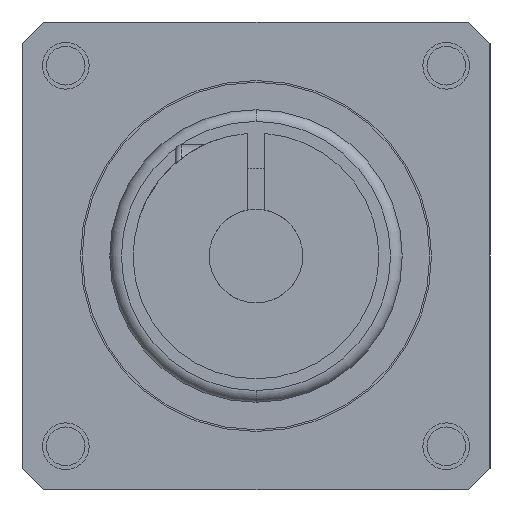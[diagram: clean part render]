
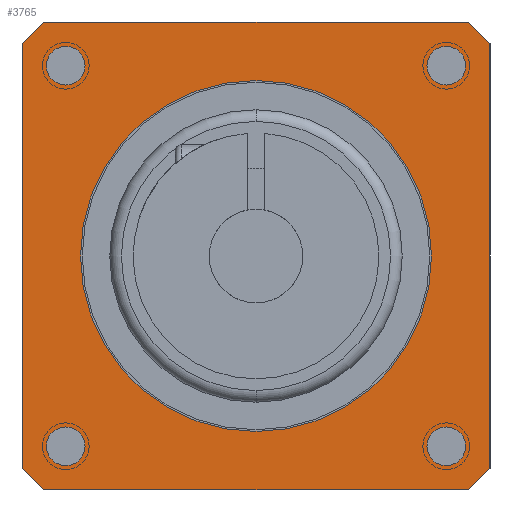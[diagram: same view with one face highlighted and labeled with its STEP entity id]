
A CAD part, left-side view. The second image highlights one B-rep face of the part: STEP entity #3765.
In plain terms, the highlighted planar face has unit normal (-1, 0, 0).
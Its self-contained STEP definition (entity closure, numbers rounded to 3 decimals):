
#933=CARTESIAN_POINT('',(-93.5,0.,0.));
#934=DIRECTION('',(-1.,0.,0.));
#935=DIRECTION('',(0.,-0.672,-0.741));
#936=AXIS2_PLACEMENT_3D('',#933,#934,#935);
#938=DIRECTION('',(0.,-1.,0.));
#939=VECTOR('',#938,36.277);
#940=CARTESIAN_POINT('',(-93.5,18.138,-20.));
#941=LINE('',#940,#939);
#942=CARTESIAN_POINT('',(-93.5,0.,0.));
#943=DIRECTION('',(-1.,0.,0.));
#944=DIRECTION('',(0.,0.741,-0.672));
#945=AXIS2_PLACEMENT_3D('',#942,#943,#944);
#947=DIRECTION('',(0.,0.,-1.));
#948=VECTOR('',#947,36.277);
#949=CARTESIAN_POINT('',(-93.5,20.,18.138));
#950=LINE('',#949,#948);
#951=CARTESIAN_POINT('',(-93.5,0.,0.));
#952=DIRECTION('',(-1.,0.,0.));
#953=DIRECTION('',(0.,0.672,0.741));
#954=AXIS2_PLACEMENT_3D('',#951,#952,#953);
#956=DIRECTION('',(0.,1.,0.));
#957=VECTOR('',#956,36.277);
#958=CARTESIAN_POINT('',(-93.5,-18.138,20.));
#959=LINE('',#958,#957);
#960=CARTESIAN_POINT('',(-93.5,0.,0.));
#961=DIRECTION('',(-1.,0.,0.));
#962=DIRECTION('',(0.,-0.741,0.672));
#963=AXIS2_PLACEMENT_3D('',#960,#961,#962);
#965=DIRECTION('',(0.,0.,1.));
#966=VECTOR('',#965,36.277);
#967=CARTESIAN_POINT('',(-93.5,-20.,-18.138));
#968=LINE('',#967,#966);
#969=CARTESIAN_POINT('',(-93.5,0.,0.));
#970=DIRECTION('',(1.,0.,0.));
#971=DIRECTION('',(0.,0.,-1.));
#972=AXIS2_PLACEMENT_3D('',#969,#970,#971);
#974=CARTESIAN_POINT('',(-93.5,0.,0.));
#975=DIRECTION('',(1.,0.,0.));
#976=DIRECTION('',(0.,0.,1.));
#977=AXIS2_PLACEMENT_3D('',#974,#975,#976);
#979=CARTESIAN_POINT('',(-93.5,-16.263,-16.263));
#980=DIRECTION('',(-1.,0.,0.));
#981=DIRECTION('',(0.,1.,0.));
#982=AXIS2_PLACEMENT_3D('',#979,#980,#981);
#984=CARTESIAN_POINT('',(-93.5,-16.263,-16.263));
#985=DIRECTION('',(-1.,0.,0.));
#986=DIRECTION('',(0.,-1.,0.));
#987=AXIS2_PLACEMENT_3D('',#984,#985,#986);
#989=CARTESIAN_POINT('',(-93.5,16.263,-16.263));
#990=DIRECTION('',(-1.,0.,0.));
#991=DIRECTION('',(0.,1.,0.));
#992=AXIS2_PLACEMENT_3D('',#989,#990,#991);
#994=CARTESIAN_POINT('',(-93.5,16.263,-16.263));
#995=DIRECTION('',(-1.,0.,0.));
#996=DIRECTION('',(0.,-1.,0.));
#997=AXIS2_PLACEMENT_3D('',#994,#995,#996);
#999=CARTESIAN_POINT('',(-93.5,16.263,16.263));
#1000=DIRECTION('',(-1.,0.,0.));
#1001=DIRECTION('',(0.,1.,0.));
#1002=AXIS2_PLACEMENT_3D('',#999,#1000,#1001);
#1004=CARTESIAN_POINT('',(-93.5,16.263,16.263));
#1005=DIRECTION('',(-1.,0.,0.));
#1006=DIRECTION('',(0.,-1.,0.));
#1007=AXIS2_PLACEMENT_3D('',#1004,#1005,#1006);
#1009=CARTESIAN_POINT('',(-93.5,-16.263,16.263));
#1010=DIRECTION('',(-1.,0.,0.));
#1011=DIRECTION('',(0.,1.,0.));
#1012=AXIS2_PLACEMENT_3D('',#1009,#1010,#1011);
#1014=CARTESIAN_POINT('',(-93.5,-16.263,16.263));
#1015=DIRECTION('',(-1.,0.,0.));
#1016=DIRECTION('',(0.,-1.,0.));
#1017=AXIS2_PLACEMENT_3D('',#1014,#1015,#1016);
#1982=CARTESIAN_POINT('',(-93.5,-18.138,-20.));
#1983=CARTESIAN_POINT('',(-93.5,-20.,-18.138));
#1984=VERTEX_POINT('',#1982);
#1985=VERTEX_POINT('',#1983);
#1986=CARTESIAN_POINT('',(-93.5,-20.,18.138));
#1987=VERTEX_POINT('',#1986);
#1988=CARTESIAN_POINT('',(-93.5,-18.138,20.));
#1989=VERTEX_POINT('',#1988);
#1990=CARTESIAN_POINT('',(-93.5,18.138,20.));
#1991=VERTEX_POINT('',#1990);
#1992=CARTESIAN_POINT('',(-93.5,20.,18.138));
#1993=VERTEX_POINT('',#1992);
#1994=CARTESIAN_POINT('',(-93.5,20.,-18.138));
#1995=VERTEX_POINT('',#1994);
#1996=CARTESIAN_POINT('',(-93.5,18.138,-20.));
#1997=VERTEX_POINT('',#1996);
#2014=CARTESIAN_POINT('',(-93.5,0.,-15.));
#2015=CARTESIAN_POINT('',(-93.5,0.,15.));
#2016=VERTEX_POINT('',#2014);
#2017=VERTEX_POINT('',#2015);
#2034=CARTESIAN_POINT('',(-93.5,-14.613,-16.263));
#2035=CARTESIAN_POINT('',(-93.5,-17.913,-16.263));
#2036=VERTEX_POINT('',#2034);
#2037=VERTEX_POINT('',#2035);
#2038=CARTESIAN_POINT('',(-93.5,17.913,-16.263));
#2039=CARTESIAN_POINT('',(-93.5,14.613,-16.263));
#2040=VERTEX_POINT('',#2038);
#2041=VERTEX_POINT('',#2039);
#2042=CARTESIAN_POINT('',(-93.5,17.913,16.263));
#2043=CARTESIAN_POINT('',(-93.5,14.613,16.263));
#2044=VERTEX_POINT('',#2042);
#2045=VERTEX_POINT('',#2043);
#2046=CARTESIAN_POINT('',(-93.5,-14.613,16.263));
#2047=CARTESIAN_POINT('',(-93.5,-17.913,16.263));
#2048=VERTEX_POINT('',#2046);
#2049=VERTEX_POINT('',#2047);
#3720=CARTESIAN_POINT('',(-93.5,0.,0.));
#3721=DIRECTION('',(-1.,0.,0.));
#3722=DIRECTION('',(0.,1.,0.));
#3723=AXIS2_PLACEMENT_3D('',#3720,#3721,#3722);
#3724=PLANE('',#3723);
#3725=ORIENTED_EDGE('',*,*,#3610,.F.);
#3726=ORIENTED_EDGE('',*,*,#3625,.F.);
#3727=ORIENTED_EDGE('',*,*,#3639,.F.);
#3728=ORIENTED_EDGE('',*,*,#3653,.F.);
#3729=ORIENTED_EDGE('',*,*,#3673,.F.);
#3730=ORIENTED_EDGE('',*,*,#3687,.F.);
#3731=ORIENTED_EDGE('',*,*,#3701,.F.);
#3732=ORIENTED_EDGE('',*,*,#3714,.F.);
#3733=EDGE_LOOP('',(#3725,#3726,#3727,#3728,#3729,#3730,#3731,#3732));
#3734=FACE_OUTER_BOUND('',#3733,.F.);
#3736=ORIENTED_EDGE('',*,*,#3735,.F.);
#3738=ORIENTED_EDGE('',*,*,#3737,.F.);
#3739=EDGE_LOOP('',(#3736,#3738));
#3740=FACE_BOUND('',#3739,.F.);
#3742=ORIENTED_EDGE('',*,*,#3741,.T.);
#3744=ORIENTED_EDGE('',*,*,#3743,.T.);
#3745=EDGE_LOOP('',(#3742,#3744));
#3746=FACE_BOUND('',#3745,.F.);
#3748=ORIENTED_EDGE('',*,*,#3747,.T.);
#3750=ORIENTED_EDGE('',*,*,#3749,.T.);
#3751=EDGE_LOOP('',(#3748,#3750));
#3752=FACE_BOUND('',#3751,.F.);
#3754=ORIENTED_EDGE('',*,*,#3753,.T.);
#3756=ORIENTED_EDGE('',*,*,#3755,.T.);
#3757=EDGE_LOOP('',(#3754,#3756));
#3758=FACE_BOUND('',#3757,.F.);
#3760=ORIENTED_EDGE('',*,*,#3759,.T.);
#3762=ORIENTED_EDGE('',*,*,#3761,.T.);
#3763=EDGE_LOOP('',(#3760,#3762));
#3764=FACE_BOUND('',#3763,.F.);
#937=CIRCLE('',#936,27.);
#946=CIRCLE('',#945,27.);
#955=CIRCLE('',#954,27.);
#964=CIRCLE('',#963,27.);
#973=CIRCLE('',#972,15.);
#978=CIRCLE('',#977,15.);
#983=CIRCLE('',#982,1.65);
#988=CIRCLE('',#987,1.65);
#993=CIRCLE('',#992,1.65);
#998=CIRCLE('',#997,1.65);
#1003=CIRCLE('',#1002,1.65);
#1008=CIRCLE('',#1007,1.65);
#1013=CIRCLE('',#1012,1.65);
#1018=CIRCLE('',#1017,1.65);
#3610=EDGE_CURVE('',#1984,#1985,#937,.T.);
#3625=EDGE_CURVE('',#1997,#1984,#941,.T.);
#3639=EDGE_CURVE('',#1995,#1997,#946,.T.);
#3653=EDGE_CURVE('',#1993,#1995,#950,.T.);
#3673=EDGE_CURVE('',#1991,#1993,#955,.T.);
#3687=EDGE_CURVE('',#1989,#1991,#959,.T.);
#3701=EDGE_CURVE('',#1987,#1989,#964,.T.);
#3714=EDGE_CURVE('',#1985,#1987,#968,.T.);
#3735=EDGE_CURVE('',#2016,#2017,#973,.T.);
#3737=EDGE_CURVE('',#2017,#2016,#978,.T.);
#3741=EDGE_CURVE('',#2036,#2037,#983,.T.);
#3743=EDGE_CURVE('',#2037,#2036,#988,.T.);
#3747=EDGE_CURVE('',#2040,#2041,#993,.T.);
#3749=EDGE_CURVE('',#2041,#2040,#998,.T.);
#3753=EDGE_CURVE('',#2044,#2045,#1003,.T.);
#3755=EDGE_CURVE('',#2045,#2044,#1008,.T.);
#3759=EDGE_CURVE('',#2048,#2049,#1013,.T.);
#3761=EDGE_CURVE('',#2049,#2048,#1018,.T.);
#3765=ADVANCED_FACE('',(#3734,#3740,#3746,#3752,#3758,#3764),#3724,.T.);
